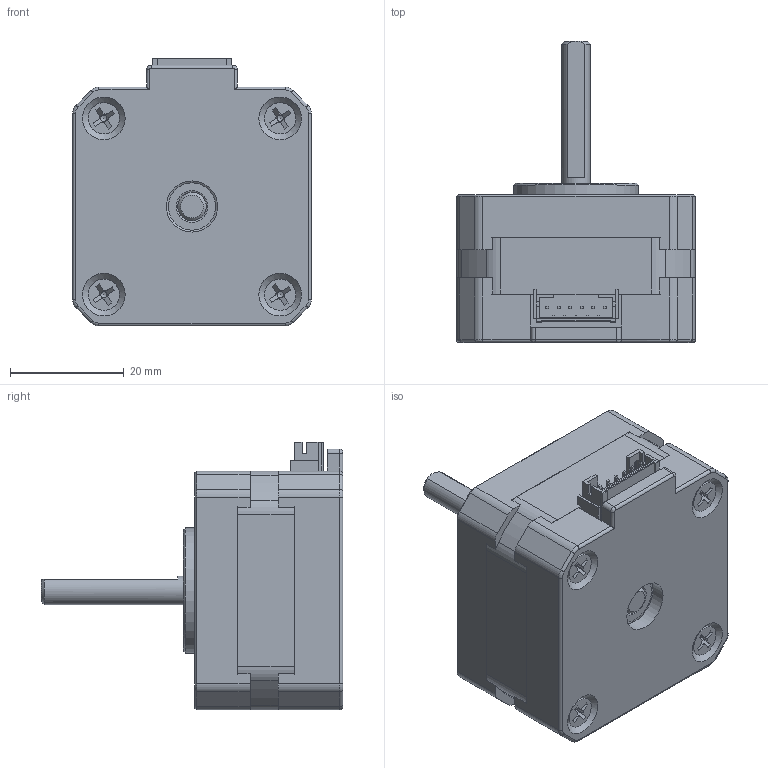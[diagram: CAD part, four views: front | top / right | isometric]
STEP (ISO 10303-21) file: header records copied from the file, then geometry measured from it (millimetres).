
FILE_DESCRIPTION(/* description */ (''),/* implementation_level */ '2;1');
FILE_NAME(/* name */ 'E3D Slimline Stepper Motor 0.9deg V1.1.step',/* time_stamp */ '2020-07-03T03:59:57-05:00',/* author */ (''),/* organization */ (''),/* preprocessor_version */ 'ST-DEVELOPER v18.1',/* originating_system */ 'Autodesk Translation Framework v9.3.0.1241',/* authorisation */ '');
FILE_SCHEMA (('AUTOMOTIVE_DESIGN { 1 0 10303 214 3 1 1 }'));
Length unit declared in the file: millimetre
Products named in the file (1): My Make of E3d SlimlineStepper Motor (just extend width as 0.5mm)
Bounding box: 42 x 53 x 47.1 mm (x, y, z)
Volume: 37986.9 mm3; surface area: 20233.1 mm2
Topology: 12 solids, 12 shells, 455 faces, 1096 edges, 678 vertices
Faces by surface type: plane 279, cylinder 90, cone 60, torus 24, bspline 2
Full cylindrical faces by diameter (mm): 2.5 x8, 2.529 x4, 3 x4, 5 x3, 5.5 x4, 7.3 x1, 8.3 x4, 9 x1, 12.7 x4, 16 x4, 22 x1, 23.6 x1, 31 x1
Entity records: 13373 total; most frequent: CARTESIAN_POINT 2326, DIRECTION 2318, ORIENTED_EDGE 2184, EDGE_CURVE 1092, AXIS2_PLACEMENT_3D 806, LINE 706, VECTOR 706, VERTEX_POINT 678
